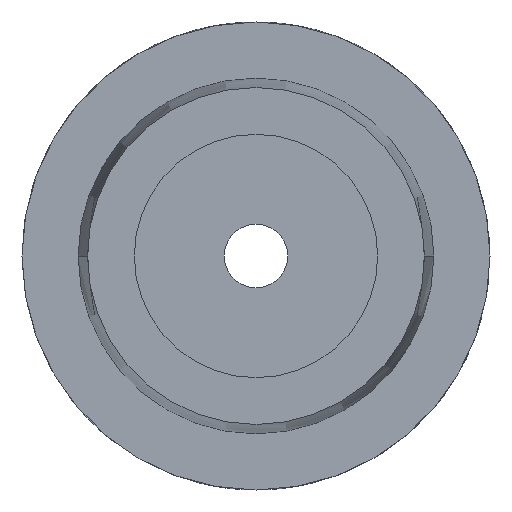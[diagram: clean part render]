
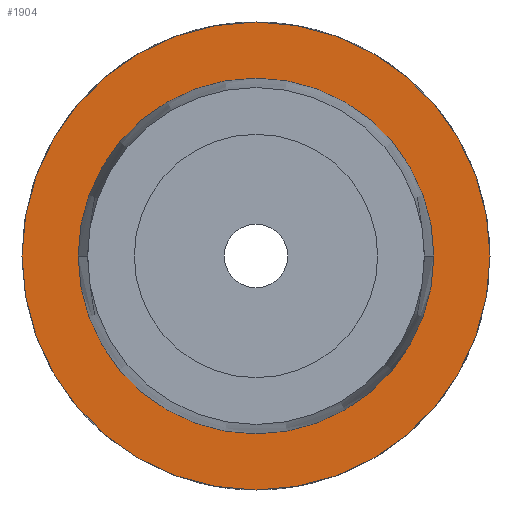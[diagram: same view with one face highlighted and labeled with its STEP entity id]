
A CAD part, left-side view. The second image highlights one B-rep face of the part: STEP entity #1904.
In plain terms, the highlighted planar face has unit normal (-1, 0, 0).
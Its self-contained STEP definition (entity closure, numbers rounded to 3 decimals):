
#425=CARTESIAN_POINT('',(0.,0.,0.));
#426=DIRECTION('',(1.,0.,0.));
#427=DIRECTION('',(0.,1.,0.));
#428=AXIS2_PLACEMENT_3D('',#425,#426,#427);
#447=CARTESIAN_POINT('',(0.,0.,0.));
#448=DIRECTION('',(-1.,0.,0.));
#449=DIRECTION('',(0.,1.,0.));
#450=AXIS2_PLACEMENT_3D('',#447,#448,#449);
#455=CARTESIAN_POINT('',(0.,0.,0.));
#456=DIRECTION('',(1.,0.,0.));
#457=DIRECTION('',(0.,1.,0.));
#458=AXIS2_PLACEMENT_3D('',#455,#456,#457);
#463=CARTESIAN_POINT('',(0.,0.,0.));
#464=DIRECTION('',(-1.,0.,0.));
#465=DIRECTION('',(0.,1.,0.));
#466=AXIS2_PLACEMENT_3D('',#463,#464,#465);
#1295=CARTESIAN_POINT('',(0.,25.,0.));
#1297=VERTEX_POINT('',#1295);
#1298=CARTESIAN_POINT('',(0.,19.,0.));
#1300=VERTEX_POINT('',#1298);
#1303=CARTESIAN_POINT('',(0.,-25.,0.));
#1305=VERTEX_POINT('',#1303);
#1306=CARTESIAN_POINT('',(0.,-19.,0.));
#1308=VERTEX_POINT('',#1306);
#1889=CARTESIAN_POINT('',(0.,0.,0.));
#1890=DIRECTION('',(1.,0.,0.));
#1891=DIRECTION('',(0.,-1.,0.));
#1892=AXIS2_PLACEMENT_3D('',#1889,#1890,#1891);
#1893=PLANE('',#1892);
#1895=ORIENTED_EDGE('',*,*,#1894,.T.);
#1897=ORIENTED_EDGE('',*,*,#1896,.F.);
#1898=EDGE_LOOP('',(#1895,#1897));
#1899=FACE_OUTER_BOUND('',#1898,.F.);
#1900=ORIENTED_EDGE('',*,*,#1884,.T.);
#1901=ORIENTED_EDGE('',*,*,#1868,.F.);
#1902=EDGE_LOOP('',(#1900,#1901));
#1903=FACE_BOUND('',#1902,.F.);
#429=CIRCLE('',#428,19.);
#451=CIRCLE('',#450,19.);
#459=CIRCLE('',#458,25.);
#467=CIRCLE('',#466,25.);
#1868=EDGE_CURVE('',#1300,#1308,#429,.T.);
#1884=EDGE_CURVE('',#1300,#1308,#451,.T.);
#1894=EDGE_CURVE('',#1297,#1305,#459,.T.);
#1896=EDGE_CURVE('',#1297,#1305,#467,.T.);
#1904=ADVANCED_FACE('',(#1899,#1903),#1893,.F.);
